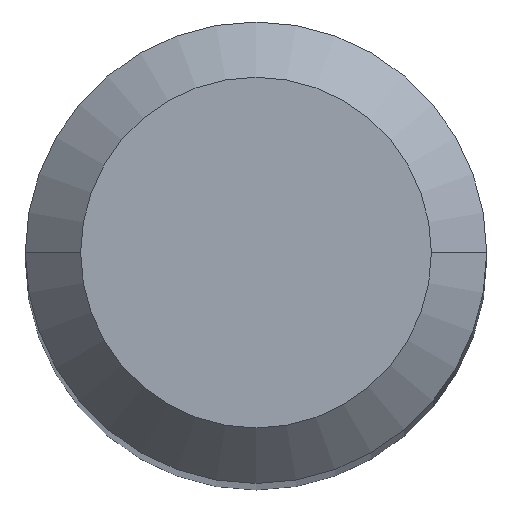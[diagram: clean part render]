
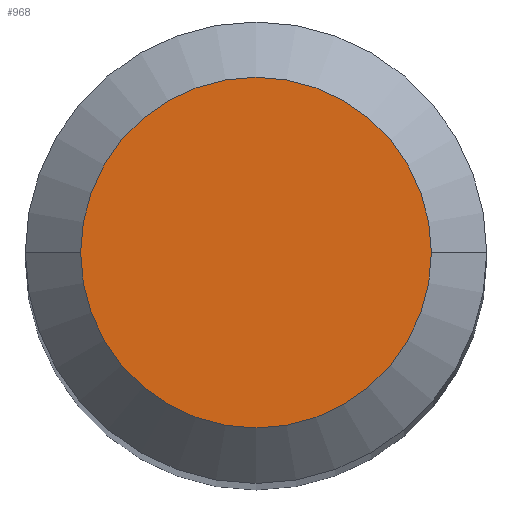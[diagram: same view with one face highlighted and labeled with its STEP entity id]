
A CAD part, top view. The second image highlights one B-rep face of the part: STEP entity #968.
In plain terms, the highlighted planar face has unit normal (0, 0, 1).
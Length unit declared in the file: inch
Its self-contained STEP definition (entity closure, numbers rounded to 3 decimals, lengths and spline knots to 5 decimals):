
#68 = AXIS2_PLACEMENT_3D ( 'NONE', #644, #801, #978 ) ;
#172 = FACE_OUTER_BOUND ( 'NONE', #663, .T. ) ;
#202 = AXIS2_PLACEMENT_3D ( 'NONE', #216, #638, #550 ) ;
#216 = CARTESIAN_POINT ( 'NONE',  ( 0., 0., 1.5 ) ) ;
#231 = EDGE_CURVE ( 'NONE', #983, #272, #984, .T. ) ;
#272 = VERTEX_POINT ( 'NONE', #490 ) ;
#317 = DIRECTION ( 'NONE',  ( 1., 0., 0. ) ) ;
#330 = ORIENTED_EDGE ( 'NONE', *, *, #231, .T. ) ;
#398 = DIRECTION ( 'NONE',  ( 0., 0., 1. ) ) ;
#472 = CARTESIAN_POINT ( 'NONE',  ( 0., 0., 1.5 ) ) ;
#488 = ORIENTED_EDGE ( 'NONE', *, *, #622, .T. ) ;
#490 = CARTESIAN_POINT ( 'NONE',  ( -0.0475, 0., 1.5 ) ) ;
#550 = DIRECTION ( 'NONE',  ( 1., 0., 0. ) ) ;
#555 = AXIS2_PLACEMENT_3D ( 'NONE', #472, #398, #317 ) ;
#622 = EDGE_CURVE ( 'NONE', #272, #983, #882, .T. ) ;
#638 = DIRECTION ( 'NONE',  ( 0., 0., 1. ) ) ;
#644 = CARTESIAN_POINT ( 'NONE',  ( 0., 0., 1.5 ) ) ;
#663 = EDGE_LOOP ( 'NONE', ( #488, #330 ) ) ;
#801 = DIRECTION ( 'NONE',  ( 0., 0., 1. ) ) ;
#882 = CIRCLE ( 'NONE', #555, 0.0475 ) ;
#890 = CARTESIAN_POINT ( 'NONE',  ( 0.0475, 0., 1.5 ) ) ;
#968 = ADVANCED_FACE ( 'NONE', ( #172 ), #1014, .T. ) ;
#978 = DIRECTION ( 'NONE',  ( 1., 0., 0. ) ) ;
#983 = VERTEX_POINT ( 'NONE', #890 ) ;
#984 = CIRCLE ( 'NONE', #68, 0.0475 ) ;
#1014 = PLANE ( 'NONE',  #202 ) ;
